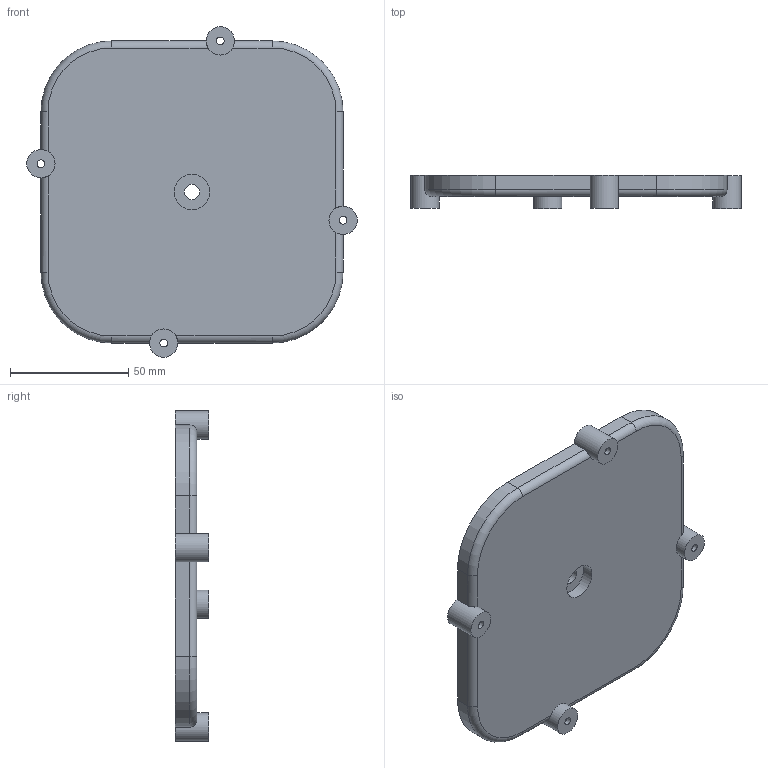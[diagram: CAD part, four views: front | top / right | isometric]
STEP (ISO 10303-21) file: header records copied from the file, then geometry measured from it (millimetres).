
FILE_DESCRIPTION(/* description */ (''),/* implementation_level */ '2;1');
FILE_NAME(/* name */ 'new_plate.stp',/* time_stamp */ '2024-09-16T10:57:00+09:00',/* author */ ('hirek'),/* organization */ (''),/* preprocessor_version */ 'ST-DEVELOPER v19.2',/* originating_system */ 'Autodesk Inventor 2024',/* authorisation */ '');
FILE_SCHEMA (('AUTOMOTIVE_DESIGN { 1 0 10303 214 3 1 1 }'));
Length unit declared in the file: millimetre
Products named in the file (1): new_plate
Bounding box: 140 x 14 x 140 mm (x, y, z)
Volume: 140513.6 mm3; surface area: 37773 mm2
Topology: 1 solids, 1 shells, 49 faces, 116 edges, 74 vertices
Faces by surface type: cylinder 26, plane 19, torus 4
Full cylindrical faces by diameter (mm): 3.3 x4, 6.5 x1, 8 x4, 12 x4, 15 x1
Entity records: 1543 total; most frequent: CARTESIAN_POINT 312, DIRECTION 262, ORIENTED_EDGE 232, EDGE_CURVE 116, AXIS2_PLACEMENT_3D 104, VERTEX_POINT 74, EDGE_LOOP 64, LINE 54
